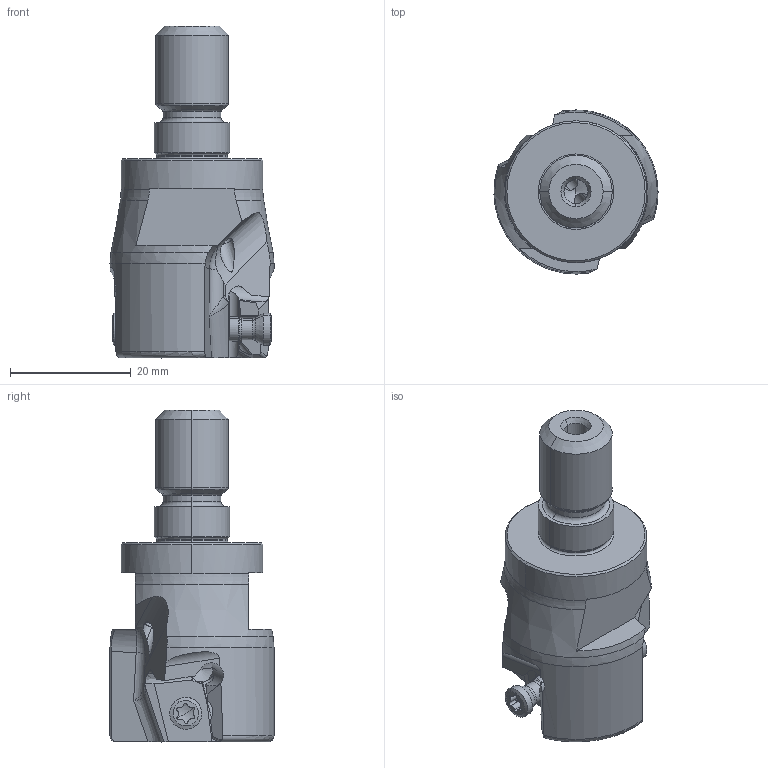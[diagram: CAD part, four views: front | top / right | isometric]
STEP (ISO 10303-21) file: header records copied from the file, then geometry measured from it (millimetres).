
FILE_DESCRIPTION(/* description */ (''),/* implementation_level */ '2;1');
FILE_NAME(/* name */ 'VPX300UR1802AM1235.stp',/* time_stamp */ '2025-08-21T16:00:09+09:00',/* author */ (''),/* organization */ (''),/* preprocessor_version */ 'ST-DEVELOPER v16',/* originating_system */ 'SIEMENS PLM Software NX 10.0',/* authorisation */ '');
FILE_SCHEMA (('AUTOMOTIVE_DESIGN { 1 0 10303 214 3 1 1 1 }'));
Length unit declared in the file: millimetre
Products named in the file (1): VPX300UR1802AM1235_ASM
Bounding box: 27.17 x 27.17 x 55 mm (x, y, z)
Volume: 15465.4 mm3; surface area: 5760.8 mm2
Topology: 3 solids, 3 shells, 247 faces, 662 edges, 428 vertices
Faces by surface type: cylinder 98, plane 67, cone 36, torus 28, extrusion 8, bspline 6, sphere 4
Entity records: 10687 total; most frequent: CARTESIAN_POINT 4500, ORIENTED_EDGE 1304, DIRECTION 1254, EDGE_CURVE 652, AXIS2_PLACEMENT_3D 509, VERTEX_POINT 423, EDGE_LOOP 263, ADVANCED_FACE 247
